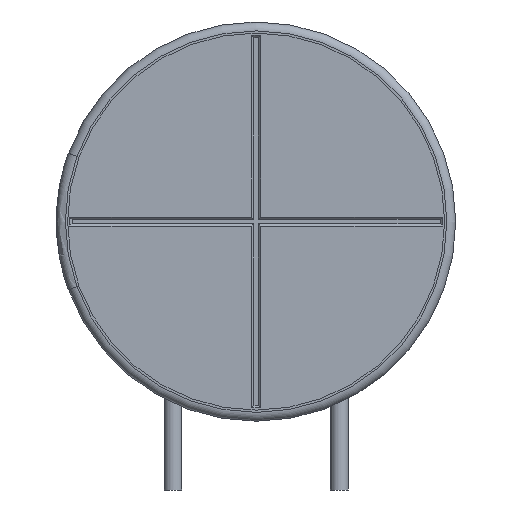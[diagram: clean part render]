
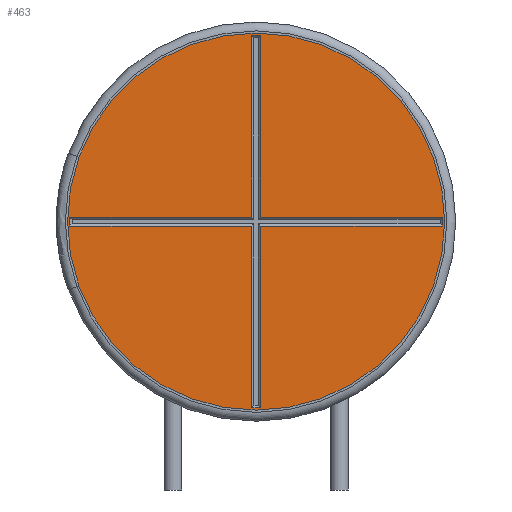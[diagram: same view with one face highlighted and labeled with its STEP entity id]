
A CAD part, left-side view. The second image highlights one B-rep face of the part: STEP entity #463.
In plain terms, the highlighted planar face has unit normal (-1, 0, 0).
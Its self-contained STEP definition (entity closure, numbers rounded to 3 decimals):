
#463=ADVANCED_FACE('',(#1123,#1125),#1127,.T.);
#1123=FACE_BOUND('',#1124,.T.);
#1124=EDGE_LOOP('',(#1652));
#1125=FACE_BOUND('',#1126,.T.);
#1126=EDGE_LOOP('',(#1653,#1654,#1655,#1656,#1657,#1658,#1659,#1660,#1661,#1662,
#1663,#1664));
#1127=PLANE('',#1128);
#1128=AXIS2_PLACEMENT_3D('',#1129,#1130,#1131);
#1129=CARTESIAN_POINT('',(-47.3,0.,0.));
#1130=DIRECTION('',(-1.,0.,0.));
#1131=DIRECTION('',(0.,0.,1.));
#1652=ORIENTED_EDGE('',*,*,#1932,.T.);
#1653=ORIENTED_EDGE('',*,*,#1938,.T.);
#1654=ORIENTED_EDGE('',*,*,#1939,.T.);
#1655=ORIENTED_EDGE('',*,*,#1940,.T.);
#1656=ORIENTED_EDGE('',*,*,#1941,.T.);
#1657=ORIENTED_EDGE('',*,*,#1942,.T.);
#1658=ORIENTED_EDGE('',*,*,#1943,.T.);
#1659=ORIENTED_EDGE('',*,*,#1944,.T.);
#1660=ORIENTED_EDGE('',*,*,#1945,.T.);
#1661=ORIENTED_EDGE('',*,*,#1946,.T.);
#1662=ORIENTED_EDGE('',*,*,#1947,.T.);
#1663=ORIENTED_EDGE('',*,*,#1948,.T.);
#1664=ORIENTED_EDGE('',*,*,#1949,.T.);
#1932=EDGE_CURVE('',#2218,#2218,#2219,.T.);
#1938=EDGE_CURVE('',#2230,#2231,#2232,.F.);
#1939=EDGE_CURVE('',#2231,#2233,#2234,.F.);
#1940=EDGE_CURVE('',#2233,#2235,#2236,.F.);
#1941=EDGE_CURVE('',#2235,#2237,#2238,.F.);
#1942=EDGE_CURVE('',#2237,#2239,#2240,.F.);
#1943=EDGE_CURVE('',#2239,#2241,#2242,.F.);
#1944=EDGE_CURVE('',#2241,#2243,#2244,.F.);
#1945=EDGE_CURVE('',#2243,#2245,#2246,.F.);
#1946=EDGE_CURVE('',#2245,#2247,#2248,.F.);
#1947=EDGE_CURVE('',#2247,#2249,#2250,.F.);
#1948=EDGE_CURVE('',#2249,#2251,#2252,.F.);
#1949=EDGE_CURVE('',#2251,#2230,#2253,.F.);
#2218=VERTEX_POINT('',#2890);
#2219=CIRCLE('',#2891,8.5);
#2230=VERTEX_POINT('',#2918);
#2231=VERTEX_POINT('',#2919);
#2232=LINE('',#2920,#2921);
#2233=VERTEX_POINT('',#2923);
#2234=LINE('',#2924,#2925);
#2235=VERTEX_POINT('',#2927);
#2236=LINE('',#2928,#2929);
#2237=VERTEX_POINT('',#2931);
#2238=LINE('',#2932,#2933);
#2239=VERTEX_POINT('',#2935);
#2240=LINE('',#2936,#2937);
#2241=VERTEX_POINT('',#2939);
#2242=LINE('',#2940,#2941);
#2243=VERTEX_POINT('',#2943);
#2244=LINE('',#2944,#2945);
#2245=VERTEX_POINT('',#2947);
#2246=LINE('',#2948,#2949);
#2247=VERTEX_POINT('',#2951);
#2248=LINE('',#2952,#2953);
#2249=VERTEX_POINT('',#2955);
#2250=LINE('',#2956,#2957);
#2251=VERTEX_POINT('',#2959);
#2252=LINE('',#2960,#2961);
#2253=LINE('',#2963,#2964);
#2890=CARTESIAN_POINT('',(-47.3,0.,17.6));
#2891=AXIS2_PLACEMENT_3D('',#2892,#2893,#2894);
#2892=CARTESIAN_POINT('',(-47.3,0.,9.1));
#2893=DIRECTION('',(-1.,0.,0.));
#2894=DIRECTION('',(0.,0.,1.));
#2918=CARTESIAN_POINT('',(-47.3,-0.2,9.3));
#2919=CARTESIAN_POINT('',(-47.3,-8.4,9.3));
#2920=CARTESIAN_POINT('',(-47.3,-8.4,9.3));
#2921=VECTOR('',#2922,1.);
#2922=DIRECTION('',(0.,1.,0.));
#2923=CARTESIAN_POINT('',(-47.3,-8.4,8.9));
#2924=CARTESIAN_POINT('',(-47.3,-8.4,8.9));
#2925=VECTOR('',#2926,1.);
#2926=DIRECTION('',(0.,0.,1.));
#2927=CARTESIAN_POINT('',(-47.3,-0.2,8.9));
#2928=CARTESIAN_POINT('',(-47.3,-0.2,8.9));
#2929=VECTOR('',#2930,1.);
#2930=DIRECTION('',(0.,-1.,0.));
#2931=CARTESIAN_POINT('',(-47.3,-0.2,0.7));
#2932=CARTESIAN_POINT('',(-47.3,-0.2,0.7));
#2933=VECTOR('',#2934,1.);
#2934=DIRECTION('',(0.,0.,1.));
#2935=CARTESIAN_POINT('',(-47.3,0.2,0.7));
#2936=CARTESIAN_POINT('',(-47.3,0.2,0.7));
#2937=VECTOR('',#2938,1.);
#2938=DIRECTION('',(0.,-1.,0.));
#2939=CARTESIAN_POINT('',(-47.3,0.2,8.9));
#2940=CARTESIAN_POINT('',(-47.3,0.2,8.9));
#2941=VECTOR('',#2942,1.);
#2942=DIRECTION('',(0.,0.,-1.));
#2943=CARTESIAN_POINT('',(-47.3,8.4,8.9));
#2944=CARTESIAN_POINT('',(-47.3,8.4,8.9));
#2945=VECTOR('',#2946,1.);
#2946=DIRECTION('',(0.,-1.,0.));
#2947=CARTESIAN_POINT('',(-47.3,8.4,9.3));
#2948=CARTESIAN_POINT('',(-47.3,8.4,9.3));
#2949=VECTOR('',#2950,1.);
#2950=DIRECTION('',(0.,0.,-1.));
#2951=CARTESIAN_POINT('',(-47.3,0.2,9.3));
#2952=CARTESIAN_POINT('',(-47.3,0.2,9.3));
#2953=VECTOR('',#2954,1.);
#2954=DIRECTION('',(0.,1.,0.));
#2955=CARTESIAN_POINT('',(-47.3,0.2,17.5));
#2956=CARTESIAN_POINT('',(-47.3,0.2,17.5));
#2957=VECTOR('',#2958,1.);
#2958=DIRECTION('',(0.,0.,-1.));
#2959=CARTESIAN_POINT('',(-47.3,-0.2,17.5));
#2960=CARTESIAN_POINT('',(-47.3,-0.2,17.5));
#2961=VECTOR('',#2962,1.);
#2962=DIRECTION('',(0.,1.,0.));
#2963=CARTESIAN_POINT('',(-47.3,-0.2,9.3));
#2964=VECTOR('',#2965,1.);
#2965=DIRECTION('',(0.,0.,1.));
